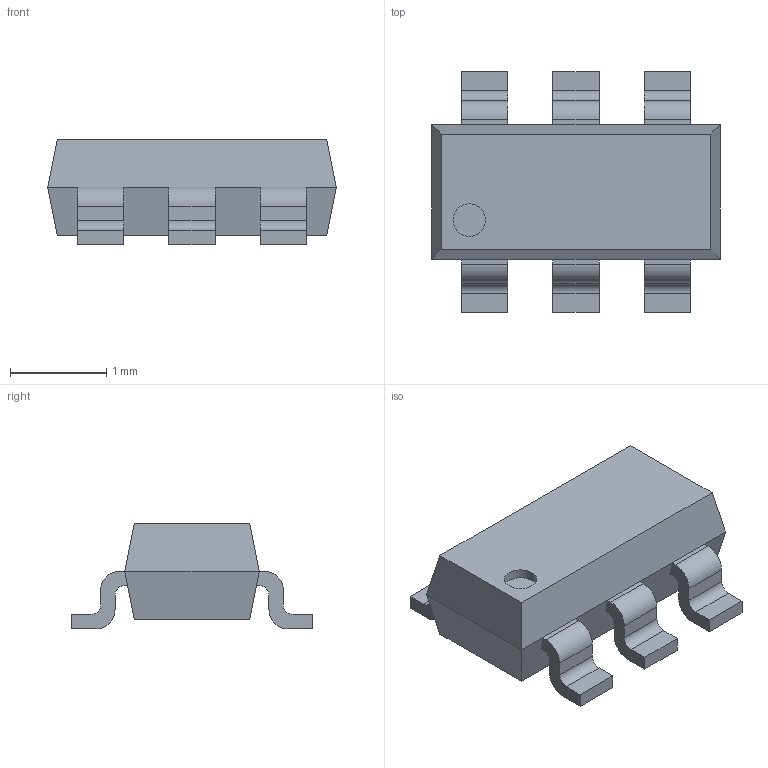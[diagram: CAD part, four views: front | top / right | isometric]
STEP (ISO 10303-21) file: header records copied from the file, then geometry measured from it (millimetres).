
FILE_DESCRIPTION(/* description */ (''),/* implementation_level */ '2;1');
FILE_NAME(/* name */ '5efb56bbfeb39114a04f2f4d',/* time_stamp */ '2020-06-30T15:14:03+00:00',/* author */ (''),/* organization */ (''),/* preprocessor_version */ 'ST-DEVELOPER v16.7',/* originating_system */ $,/* authorisation */ $);
FILE_SCHEMA (('AUTOMOTIVE_DESIGN {1 0 10303 214 3 1 1}'));
Length unit declared in the file: metre
Products named in the file (7): Part 7; Part 5; Part 6; Part 4; Part 3; Part 2; Part 1
Bounding box: 3 x 2.5 x 1.1 mm (x, y, z)
Volume: 4.2 mm3; surface area: 23.8 mm2
Topology: 7 solids, 7 shells, 96 faces, 239 edges, 158 vertices
Faces by surface type: plane 71, cylinder 25
Full cylindrical faces by diameter (mm): 0.337 x1
Entity records: 3032 total; most frequent: CARTESIAN_POINT 499, DIRECTION 494, ORIENTED_EDGE 476, EDGE_CURVE 238, LINE 188, VECTOR 188, VERTEX_POINT 158, AXIS2_PLACEMENT_3D 153
